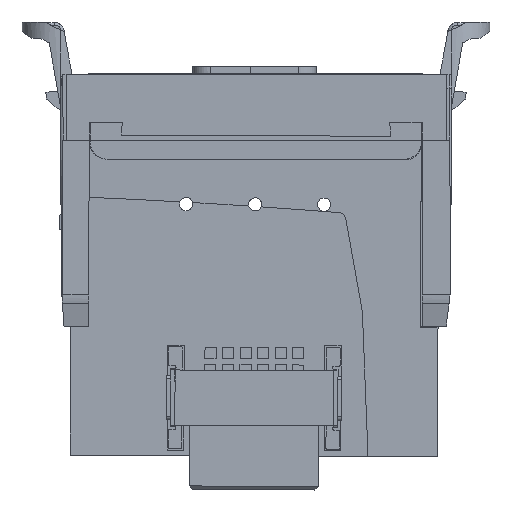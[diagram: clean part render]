
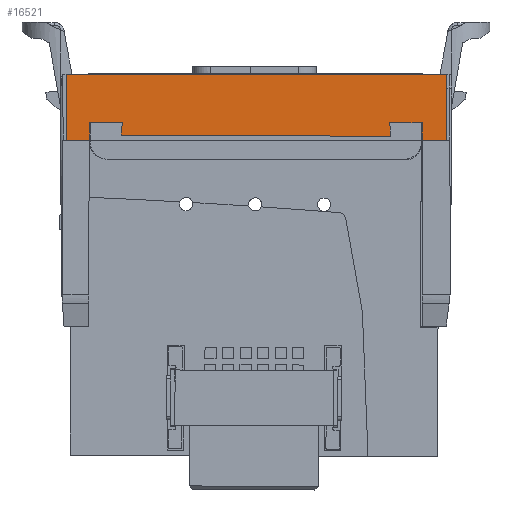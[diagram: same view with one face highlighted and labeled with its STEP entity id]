
A CAD part, left-side view. The second image highlights one B-rep face of the part: STEP entity #16521.
In plain terms, the highlighted planar face has unit normal (-1, 0, 0).
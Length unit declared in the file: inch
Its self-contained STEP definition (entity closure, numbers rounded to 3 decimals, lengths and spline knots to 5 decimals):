
#956 = CARTESIAN_POINT ( 'NONE',  ( -0.5463, 0.3847, -0.13737 ) ) ;
#1423 = CARTESIAN_POINT ( 'NONE',  ( -0.5463, 0.38722, -0.1734 ) ) ;
#1497 = LINE ( 'NONE', #6251, #70091 ) ;
#2029 = CARTESIAN_POINT ( 'NONE',  ( -0.5463, -0.37816, -0.1378 ) ) ;
#4291 = LINE ( 'NONE', #9051, #64862 ) ;
#4702 = LINE ( 'NONE', #65550, #28253 ) ;
#5286 = DIRECTION ( 'NONE',  ( 0., 0.07, -0.998 ) ) ;
#5474 = CARTESIAN_POINT ( 'NONE',  ( -0.5463, -0.47049, -0.1378 ) ) ;
#5779 = VERTEX_POINT ( 'NONE', #1423 ) ;
#6060 = LINE ( 'NONE', #39920, #7439 ) ;
#6251 = CARTESIAN_POINT ( 'NONE',  ( -0.5463, 0.47671, 0. ) ) ;
#7439 = VECTOR ( 'NONE', #67272, 39.37008 ) ;
#8023 = CARTESIAN_POINT ( 'NONE',  ( -0.5463, -0.53941, -0.1884 ) ) ;
#9051 = CARTESIAN_POINT ( 'NONE',  ( -0.5463, -0.7687, -0.17845 ) ) ;
#9421 = EDGE_CURVE ( 'NONE', #49350, #51162, #1497, .T. ) ;
#9648 = CARTESIAN_POINT ( 'NONE',  ( -0.5463, -0.47049, -0.1884 ) ) ;
#10390 = LINE ( 'NONE', #38419, #29158 ) ;
#10543 = ORIENTED_EDGE ( 'NONE', *, *, #52934, .T. ) ;
#12877 = ORIENTED_EDGE ( 'NONE', *, *, #57161, .F. ) ;
#15078 = EDGE_LOOP ( 'NONE', ( #22967, #35041, #54463, #22508, #63446, #67785, #55844, #12877, #59666, #10543, #43991, #60539 ) ) ;
#15350 = CARTESIAN_POINT ( 'NONE',  ( -0.5463, -0.76947, 0. ) ) ;
#15395 = EDGE_CURVE ( 'NONE', #48426, #65738, #31781, .T. ) ;
#15762 = DIRECTION ( 'NONE',  ( 0., 0., 1. ) ) ;
#16521 = ADVANCED_FACE ( 'NONE', ( #27768 ), #44157, .F. ) ;
#16936 = DIRECTION ( 'NONE',  ( 0., -1., 0. ) ) ;
#16953 = LINE ( 'NONE', #56650, #18053 ) ;
#17297 = CARTESIAN_POINT ( 'NONE',  ( -0.5463, -0.76947, -0.1884 ) ) ;
#17387 = CARTESIAN_POINT ( 'NONE',  ( -0.5463, 0.54497, -0.1884 ) ) ;
#17676 = LINE ( 'NONE', #46046, #62047 ) ;
#17879 = LINE ( 'NONE', #68526, #55513 ) ;
#18053 = VECTOR ( 'NONE', #61770, 39.37008 ) ;
#18822 = CARTESIAN_POINT ( 'NONE',  ( -0.5463, -0.53941, 0. ) ) ;
#19285 = VERTEX_POINT ( 'NONE', #17387 ) ;
#19732 = EDGE_CURVE ( 'NONE', #19285, #49350, #66864, .T. ) ;
#20151 = CARTESIAN_POINT ( 'NONE',  ( -0.5463, 0.47671, -0.1884 ) ) ;
#22508 = ORIENTED_EDGE ( 'NONE', *, *, #70814, .T. ) ;
#22967 = ORIENTED_EDGE ( 'NONE', *, *, #68203, .F. ) ;
#26688 = CARTESIAN_POINT ( 'NONE',  ( -0.5463, -0.53941, -0.72066 ) ) ;
#27768 = FACE_OUTER_BOUND ( 'NONE', #15078, .T. ) ;
#28253 = VECTOR ( 'NONE', #70304, 39.37008 ) ;
#29158 = VECTOR ( 'NONE', #5286, 39.37008 ) ;
#30785 = VERTEX_POINT ( 'NONE', #5474 ) ;
#31781 = LINE ( 'NONE', #26688, #33945 ) ;
#32814 = LINE ( 'NONE', #15350, #47626 ) ;
#33234 = DIRECTION ( 'NONE',  ( 1., 0., 0. ) ) ;
#33945 = VECTOR ( 'NONE', #15762, 39.37008 ) ;
#34812 = VERTEX_POINT ( 'NONE', #42615 ) ;
#35041 = ORIENTED_EDGE ( 'NONE', *, *, #19732, .T. ) ;
#35129 = AXIS2_PLACEMENT_3D ( 'NONE', #60233, #33234, #66784 ) ;
#36307 = EDGE_CURVE ( 'NONE', #61793, #5779, #4291, .T. ) ;
#37615 = CARTESIAN_POINT ( 'NONE',  ( -0.5463, 0.54497, -0.72066 ) ) ;
#38419 = CARTESIAN_POINT ( 'NONE',  ( -0.5463, 0.36952, 0.07965 ) ) ;
#39366 = EDGE_CURVE ( 'NONE', #34812, #65738, #32814, .T. ) ;
#39750 = DIRECTION ( 'NONE',  ( 0., 0., 1. ) ) ;
#39920 = CARTESIAN_POINT ( 'NONE',  ( -0.5463, -0.37048, -0.0279 ) ) ;
#40803 = DIRECTION ( 'NONE',  ( 0., 1., 0. ) ) ;
#41317 = DIRECTION ( 'NONE',  ( 0., 0., 1. ) ) ;
#41326 = EDGE_CURVE ( 'NONE', #59755, #61793, #6060, .T. ) ;
#41417 = VERTEX_POINT ( 'NONE', #956 ) ;
#42159 = VECTOR ( 'NONE', #43438, 39.37008 ) ;
#42529 = EDGE_CURVE ( 'NONE', #48349, #30785, #17676, .T. ) ;
#42615 = CARTESIAN_POINT ( 'NONE',  ( -0.5463, 0.54497, 0. ) ) ;
#43084 = LINE ( 'NONE', #37615, #42159 ) ;
#43438 = DIRECTION ( 'NONE',  ( 0., 0., 1. ) ) ;
#43991 = ORIENTED_EDGE ( 'NONE', *, *, #15395, .T. ) ;
#44157 = PLANE ( 'NONE',  #35129 ) ;
#46046 = CARTESIAN_POINT ( 'NONE',  ( -0.5463, -0.47049, 0. ) ) ;
#47626 = VECTOR ( 'NONE', #55400, 39.37008 ) ;
#48349 = VERTEX_POINT ( 'NONE', #9648 ) ;
#48426 = VERTEX_POINT ( 'NONE', #8023 ) ;
#49350 = VERTEX_POINT ( 'NONE', #20151 ) ;
#51162 = VERTEX_POINT ( 'NONE', #53063 ) ;
#52934 = EDGE_CURVE ( 'NONE', #48349, #48426, #16953, .T. ) ;
#53063 = CARTESIAN_POINT ( 'NONE',  ( -0.5463, 0.47671, -0.13737 ) ) ;
#54463 = ORIENTED_EDGE ( 'NONE', *, *, #9421, .T. ) ;
#55400 = DIRECTION ( 'NONE',  ( 0., -1., 0. ) ) ;
#55513 = VECTOR ( 'NONE', #40803, 39.37008 ) ;
#55844 = ORIENTED_EDGE ( 'NONE', *, *, #41326, .F. ) ;
#56650 = CARTESIAN_POINT ( 'NONE',  ( -0.5463, -0.76947, -0.1884 ) ) ;
#57161 = EDGE_CURVE ( 'NONE', #30785, #59755, #17879, .T. ) ;
#59666 = ORIENTED_EDGE ( 'NONE', *, *, #42529, .F. ) ;
#59755 = VERTEX_POINT ( 'NONE', #2029 ) ;
#60233 = CARTESIAN_POINT ( 'NONE',  ( -0.5463, -0.76947, 0. ) ) ;
#60539 = ORIENTED_EDGE ( 'NONE', *, *, #39366, .F. ) ;
#61770 = DIRECTION ( 'NONE',  ( 0., -1., 0. ) ) ;
#61793 = VERTEX_POINT ( 'NONE', #65937 ) ;
#62047 = VECTOR ( 'NONE', #41317, 39.37008 ) ;
#62561 = EDGE_CURVE ( 'NONE', #41417, #5779, #10390, .T. ) ;
#63446 = ORIENTED_EDGE ( 'NONE', *, *, #62561, .T. ) ;
#64862 = VECTOR ( 'NONE', #65138, 39.37008 ) ;
#65138 = DIRECTION ( 'NONE',  ( 0., 1., 0.004 ) ) ;
#65550 = CARTESIAN_POINT ( 'NONE',  ( -0.5463, -0.76947, -0.13737 ) ) ;
#65738 = VERTEX_POINT ( 'NONE', #18822 ) ;
#65937 = CARTESIAN_POINT ( 'NONE',  ( -0.5463, -0.38089, -0.17676 ) ) ;
#66307 = VECTOR ( 'NONE', #16936, 39.37008 ) ;
#66784 = DIRECTION ( 'NONE',  ( 0., 0., -1. ) ) ;
#66864 = LINE ( 'NONE', #17297, #66307 ) ;
#67272 = DIRECTION ( 'NONE',  ( 0., -0.07, -0.998 ) ) ;
#67785 = ORIENTED_EDGE ( 'NONE', *, *, #36307, .F. ) ;
#68203 = EDGE_CURVE ( 'NONE', #19285, #34812, #43084, .T. ) ;
#68526 = CARTESIAN_POINT ( 'NONE',  ( -0.5463, -0.76947, -0.1378 ) ) ;
#70091 = VECTOR ( 'NONE', #39750, 39.37008 ) ;
#70304 = DIRECTION ( 'NONE',  ( 0., -1., 0. ) ) ;
#70814 = EDGE_CURVE ( 'NONE', #51162, #41417, #4702, .T. ) ;
